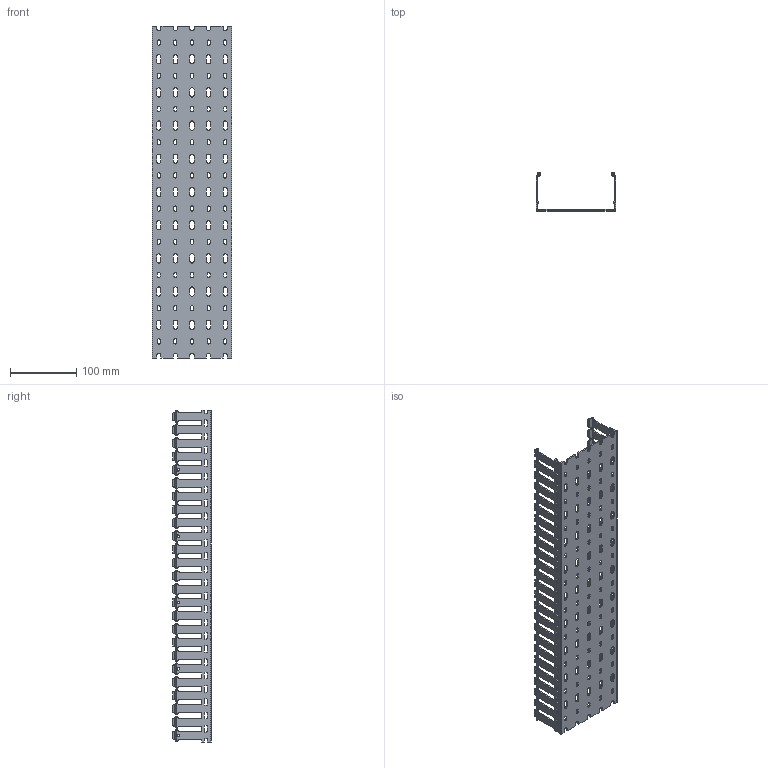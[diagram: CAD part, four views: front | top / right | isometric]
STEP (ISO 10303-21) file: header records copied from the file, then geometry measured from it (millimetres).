
FILE_DESCRIPTION (( 'STEP AP214' ), '1' );
FILE_NAME ('盷贄鍧闉鍕_RL_Corpo_T1_120x060.STEP', '2018-11-14T08:37:57', ( '' ), ( '' ), 'SwSTEP 2.0', 'SolidWorks 2016', '' );
FILE_SCHEMA (( 'AUTOMOTIVE_DESIGN' ));
Products named in the file (1): 盷贄鍧闉鍕_RL_Corpo_T1_120x060
Bounding box: 120 x 57.43 x 500 mm (x, y, z)
Volume: 187409.9 mm3; surface area: 213616.3 mm2
Topology: 1 solids, 1 shells, 2162 faces, 6510 edges, 4340 vertices
Faces by surface type: cylinder 1116, plane 1046
Full cylindrical faces by diameter (mm): 4 x10
Entity records: 77706 total; most frequent: CARTESIAN_POINT 19637, ORIENTED_EDGE 12980, DIRECTION 11338, EDGE_CURVE 6490, VERTEX_POINT 4330, AXIS2_PLACEMENT_3D 3795, VECTOR 3748, LINE 3748
